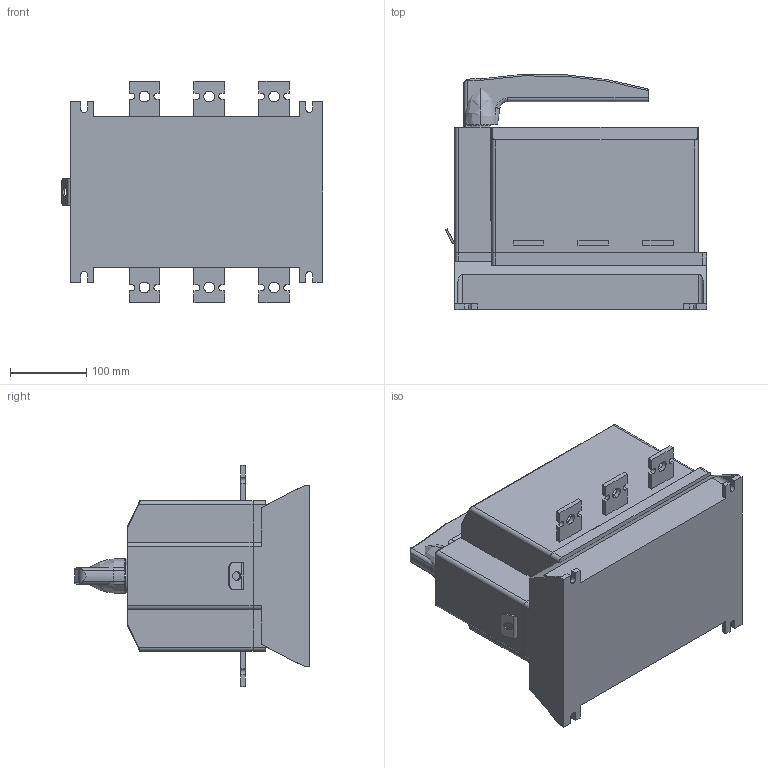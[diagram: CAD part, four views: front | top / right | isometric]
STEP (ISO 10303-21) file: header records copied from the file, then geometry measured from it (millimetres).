
FILE_DESCRIPTION (( 'STEP AP214' ), '1' );
FILE_NAME ('Âûêëþ÷àòåëü-ðàçúåäèíèòåëü ÂÐÝ 630À c ïðåäîõðàíèòåëÿìè ÏÏÍ(ãàá.3).STEP', '2018-03-15T08:12:48', ( '' ), ( '' ), 'SwSTEP 2.0', 'SolidWorks 2017', '' );
FILE_SCHEMA (( 'AUTOMOTIVE_DESIGN' ));
Length unit declared in the file: millimetre
Products named in the file (1): Âûêëþ÷àòåëü-ðàçúåäèíèòåëü ÂÐÝ 630À c ïðåäîõðàíèòåëÿìè ÏÏÍ(ãàá.3)
Bounding box: 342.22 x 307.85 x 290 mm (x, y, z)
Volume: 14346077 mm3; surface area: 584571.4 mm2
Topology: 12 solids, 12 shells, 532 faces, 1414 edges, 937 vertices
Faces by surface type: plane 290, bspline 153, cylinder 80, torus 8, sphere 1
Entity records: 23459 total; most frequent: CARTESIAN_POINT 10238, ORIENTED_EDGE 2824, DIRECTION 1991, EDGE_CURVE 1412, VERTEX_POINT 937, VECTOR 931, LINE 931, EDGE_LOOP 579
